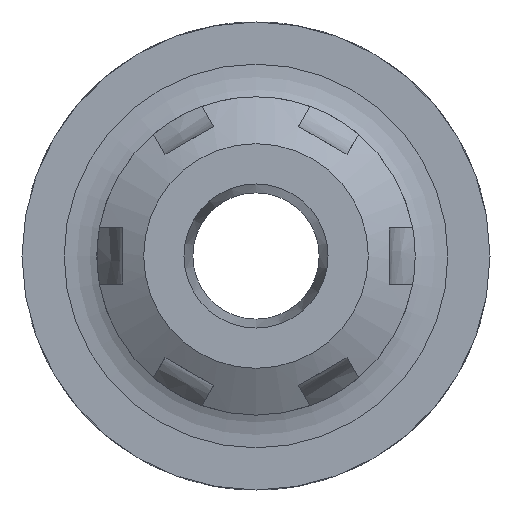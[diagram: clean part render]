
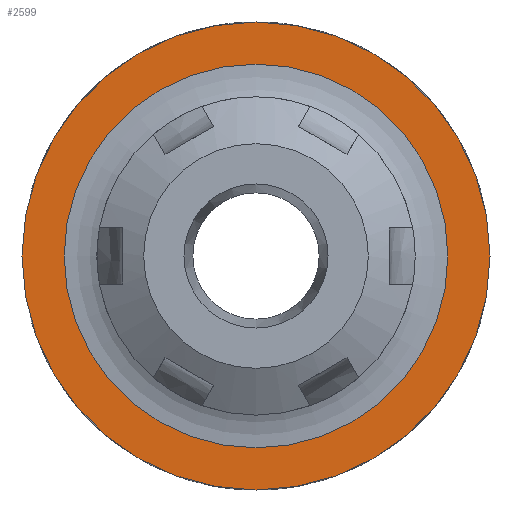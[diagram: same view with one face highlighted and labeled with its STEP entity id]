
A CAD part, left-side view. The second image highlights one B-rep face of the part: STEP entity #2599.
In plain terms, the highlighted planar face has unit normal (-1, 0, 0).
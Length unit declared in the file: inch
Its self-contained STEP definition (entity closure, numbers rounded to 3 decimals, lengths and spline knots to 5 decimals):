
#39=FACE_BOUND('',#576,.T.);
#119=PLANE('',#2876);
#424=FACE_OUTER_BOUND('',#575,.T.);
#575=EDGE_LOOP('',(#2237,#2238));
#576=EDGE_LOOP('',(#2239,#2240));
#914=CIRCLE('',#2874,0.80709);
#915=CIRCLE('',#2875,0.80709);
#916=CIRCLE('',#2877,0.98425);
#917=CIRCLE('',#2878,0.98425);
#1170=VERTEX_POINT('',#5771);
#1171=VERTEX_POINT('',#5773);
#1172=VERTEX_POINT('',#5777);
#1173=VERTEX_POINT('',#5778);
#1545=EDGE_CURVE('',#1171,#1170,#914,.T.);
#1546=EDGE_CURVE('',#1170,#1171,#915,.T.);
#1547=EDGE_CURVE('',#1172,#1173,#916,.T.);
#1548=EDGE_CURVE('',#1173,#1172,#917,.T.);
#2237=ORIENTED_EDGE('',*,*,#1547,.F.);
#2238=ORIENTED_EDGE('',*,*,#1548,.F.);
#2239=ORIENTED_EDGE('',*,*,#1545,.T.);
#2240=ORIENTED_EDGE('',*,*,#1546,.T.);
#2599=ADVANCED_FACE('',(#424,#39),#119,.T.);
#2874=AXIS2_PLACEMENT_3D('',#5774,#3483,#3484);
#2875=AXIS2_PLACEMENT_3D('',#5775,#3485,#3486);
#2876=AXIS2_PLACEMENT_3D('',#5776,#3487,#3488);
#2877=AXIS2_PLACEMENT_3D('',#5779,#3489,#3490);
#2878=AXIS2_PLACEMENT_3D('',#5780,#3491,#3492);
#3483=DIRECTION('center_axis',(1.,0.,0.));
#3484=DIRECTION('ref_axis',(0.,1.,0.));
#3485=DIRECTION('center_axis',(1.,0.,0.));
#3486=DIRECTION('ref_axis',(0.,1.,0.));
#3487=DIRECTION('center_axis',(-1.,0.,0.));
#3488=DIRECTION('ref_axis',(0.,0.,1.));
#3489=DIRECTION('center_axis',(1.,0.,0.));
#3490=DIRECTION('ref_axis',(0.,1.,0.));
#3491=DIRECTION('center_axis',(1.,0.,0.));
#3492=DIRECTION('ref_axis',(0.,1.,0.));
#5771=CARTESIAN_POINT('',(-0.7874,0.,0.80709));
#5773=CARTESIAN_POINT('',(-0.7874,0.80709,0.));
#5774=CARTESIAN_POINT('Origin',(-0.7874,0.,
0.));
#5775=CARTESIAN_POINT('Origin',(-0.7874,0.,
0.));
#5776=CARTESIAN_POINT('Origin',(-0.7874,0.89567,0.));
#5777=CARTESIAN_POINT('',(-0.7874,0.98425,0.));
#5778=CARTESIAN_POINT('',(-0.7874,-0.98425,0.));
#5779=CARTESIAN_POINT('Origin',(-0.7874,0.,
0.));
#5780=CARTESIAN_POINT('Origin',(-0.7874,0.,
0.));
